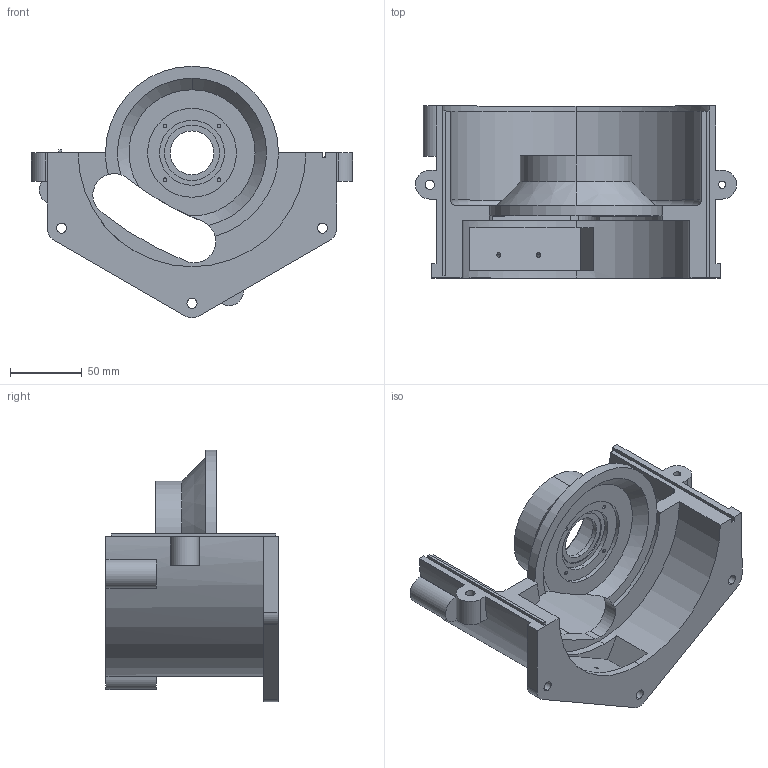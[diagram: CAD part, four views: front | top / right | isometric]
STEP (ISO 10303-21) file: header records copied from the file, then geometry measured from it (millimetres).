
FILE_DESCRIPTION (( 'STEP AP203' ), '1' );
FILE_NAME ('P027_v02 - fechamento_traseiro_motor.STEP', '2025-04-08T16:14:02', ( '' ), ( '' ), 'SwSTEP 2.0', 'SolidWorks 2018', '' );
FILE_SCHEMA (( 'CONFIG_CONTROL_DESIGN' ));
Length unit declared in the file: millimetre
Products named in the file (1): P027_v02 - fechamento_traseiro_motor
Bounding box: 224 x 120 x 175.34 mm (x, y, z)
Volume: 641348.5 mm3; surface area: 134944.5 mm2
Topology: 1 solids, 1 shells, 128 faces, 331 edges, 217 vertices
Faces by surface type: cylinder 67, plane 50, cone 9, torus 2
Entity records: 4123 total; most frequent: DIRECTION 744, CARTESIAN_POINT 742, ORIENTED_EDGE 662, EDGE_CURVE 331, AXIS2_PLACEMENT_3D 293, VERTEX_POINT 217, CIRCLE 164, VECTOR 158
